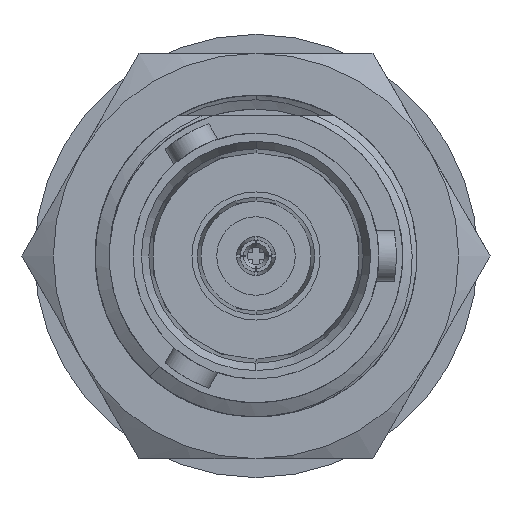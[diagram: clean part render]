
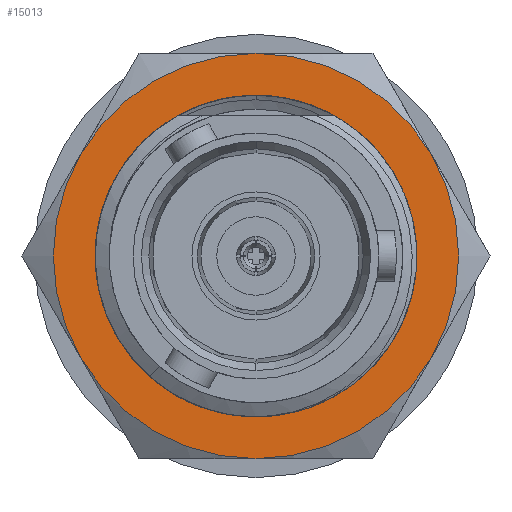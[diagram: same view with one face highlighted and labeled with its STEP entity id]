
A CAD part, left-side view. The second image highlights one B-rep face of the part: STEP entity #15013.
In plain terms, the highlighted face is planar.
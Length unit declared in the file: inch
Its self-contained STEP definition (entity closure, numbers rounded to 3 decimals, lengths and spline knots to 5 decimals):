
#603 = CIRCLE ( 'NONE', #19656, 0.31496 ) ;
#608 = VERTEX_POINT ( 'NONE', #2243 ) ;
#630 = CARTESIAN_POINT ( 'NONE',  ( 0.04921, -0.27276, -0.15748 ) ) ;
#789 = AXIS2_PLACEMENT_3D ( 'NONE', #14761, #22426, #4356 ) ;
#970 = CARTESIAN_POINT ( 'NONE',  ( 0.04921, 0., -0.31496 ) ) ;
#1054 = ORIENTED_EDGE ( 'NONE', *, *, #13259, .F. ) ;
#1531 = DIRECTION ( 'NONE',  ( 0., 0., 1. ) ) ;
#1786 = VERTEX_POINT ( 'NONE', #24000 ) ;
#2243 = CARTESIAN_POINT ( 'NONE',  ( 0.04921, -0.24954, 0.01508 ) ) ;
#2305 = EDGE_CURVE ( 'NONE', #2317, #20925, #24195, .T. ) ;
#2317 = VERTEX_POINT ( 'NONE', #970 ) ;
#2364 = DIRECTION ( 'NONE',  ( -1., 0., 0. ) ) ;
#2781 = ORIENTED_EDGE ( 'NONE', *, *, #15297, .F. ) ;
#2936 = CIRCLE ( 'NONE', #27392, 0.25 ) ;
#3920 = AXIS2_PLACEMENT_3D ( 'NONE', #17872, #27574, #12419 ) ;
#4078 = FACE_OUTER_BOUND ( 'NONE', #27701, .T. ) ;
#4356 = DIRECTION ( 'NONE',  ( 0., 0., 1. ) ) ;
#4402 = CIRCLE ( 'NONE', #19110, 0.25 ) ;
#4760 = DIRECTION ( 'NONE',  ( 0., 0., 1. ) ) ;
#5055 = CARTESIAN_POINT ( 'NONE',  ( 0.04921, 0., 0. ) ) ;
#5633 = CARTESIAN_POINT ( 'NONE',  ( 0.04921, 0., 0. ) ) ;
#6320 = DIRECTION ( 'NONE',  ( -1., 0., 0. ) ) ;
#7238 = CARTESIAN_POINT ( 'NONE',  ( 0.04921, 0., 0.31496 ) ) ;
#7688 = CARTESIAN_POINT ( 'NONE',  ( 0.04921, -0.17913, -0.17544 ) ) ;
#7966 = DIRECTION ( 'NONE',  ( -1., 0., 0. ) ) ;
#8032 = CARTESIAN_POINT ( 'NONE',  ( 0.04921, -0.19204, -0.16119 ) ) ;
#8725 = CARTESIAN_POINT ( 'NONE',  ( 0.04921, 0., 0. ) ) ;
#8815 = B_SPLINE_CURVE_WITH_KNOTS ( 'NONE', 3,
 ( #10763, #7688, #8032, #23209, #18423, #18592, #21145, #12639, #10429, #30882, #23033, #17927 ),
 .UNSPECIFIED., .F., .F.,
 ( 4, 2, 2, 2, 2, 4 ),
 ( 0., 0.00146, 0.00291, 0.00364, 0.00437, 0.00583 ),
 .UNSPECIFIED. ) ;
#8861 = PLANE ( 'NONE',  #21911 ) ;
#9138 = EDGE_CURVE ( 'NONE', #19767, #608, #8815, .T. ) ;
#9295 = ORIENTED_EDGE ( 'NONE', *, *, #32187, .F. ) ;
#9900 = AXIS2_PLACEMENT_3D ( 'NONE', #8725, #6320, #1531 ) ;
#9979 = EDGE_CURVE ( 'NONE', #608, #12290, #4402, .T. ) ;
#10325 = VERTEX_POINT ( 'NONE', #24144 ) ;
#10429 = CARTESIAN_POINT ( 'NONE',  ( 0.04921, -0.24493, -0.05095 ) ) ;
#10568 = VERTEX_POINT ( 'NONE', #7238 ) ;
#10763 = CARTESIAN_POINT ( 'NONE',  ( 0.04921, -0.16474, -0.18805 ) ) ;
#10901 = DIRECTION ( 'NONE',  ( -1., 0., 0. ) ) ;
#11239 = DIRECTION ( 'NONE',  ( 0., 0., 1. ) ) ;
#11271 = FACE_BOUND ( 'NONE', #24687, .T. ) ;
#11506 = CARTESIAN_POINT ( 'NONE',  ( 0.04921, -0.16474, -0.18805 ) ) ;
#11527 = ORIENTED_EDGE ( 'NONE', *, *, #18492, .T. ) ;
#12126 = CIRCLE ( 'NONE', #3920, 0.25 ) ;
#12290 = VERTEX_POINT ( 'NONE', #18352 ) ;
#12419 = DIRECTION ( 'NONE',  ( 0., 0., 1. ) ) ;
#12639 = CARTESIAN_POINT ( 'NONE',  ( 0.04921, -0.24284, -0.06017 ) ) ;
#12649 = EDGE_CURVE ( 'NONE', #18003, #2317, #603, .T. ) ;
#13242 = DIRECTION ( 'NONE',  ( 0., 0., 1. ) ) ;
#13259 = EDGE_CURVE ( 'NONE', #20925, #1786, #29505, .T. ) ;
#13762 = CIRCLE ( 'NONE', #28468, 0.31496 ) ;
#14761 = CARTESIAN_POINT ( 'NONE',  ( 0.04921, 0., 0. ) ) ;
#14935 = ORIENTED_EDGE ( 'NONE', *, *, #26482, .T. ) ;
#15000 = CARTESIAN_POINT ( 'NONE',  ( 0.04921, 0., 0. ) ) ;
#15013 = ADVANCED_FACE ( 'NONE', ( #11271, #4078 ), #8861, .T. ) ;
#15297 = EDGE_CURVE ( 'NONE', #1786, #10568, #13762, .T. ) ;
#15316 = CARTESIAN_POINT ( 'NONE',  ( 0.04921, 0., 0. ) ) ;
#16596 = CIRCLE ( 'NONE', #789, 0.31496 ) ;
#16604 = ORIENTED_EDGE ( 'NONE', *, *, #2305, .F. ) ;
#16969 = EDGE_CURVE ( 'NONE', #25032, #18003, #27363, .T. ) ;
#17383 = DIRECTION ( 'NONE',  ( -1., 0., 0. ) ) ;
#17872 = CARTESIAN_POINT ( 'NONE',  ( 0.04921, 0., 0. ) ) ;
#17927 = CARTESIAN_POINT ( 'NONE',  ( 0.04921, -0.24954, 0.01508 ) ) ;
#18003 = VERTEX_POINT ( 'NONE', #32965 ) ;
#18262 = DIRECTION ( 'NONE',  ( -1., 0., 0. ) ) ;
#18352 = CARTESIAN_POINT ( 'NONE',  ( 0.04921, 0., 0.25 ) ) ;
#18409 = ORIENTED_EDGE ( 'NONE', *, *, #12649, .F. ) ;
#18423 = CARTESIAN_POINT ( 'NONE',  ( 0.04921, -0.22343, -0.11374 ) ) ;
#18488 = ORIENTED_EDGE ( 'NONE', *, *, #9138, .T. ) ;
#18492 = EDGE_CURVE ( 'NONE', #12290, #10325, #2936, .T. ) ;
#18592 = CARTESIAN_POINT ( 'NONE',  ( 0.04921, -0.23438, -0.08749 ) ) ;
#18901 = CARTESIAN_POINT ( 'NONE',  ( 0.04921, 0., 0. ) ) ;
#19018 = CARTESIAN_POINT ( 'NONE',  ( 0.04921, 0., 0. ) ) ;
#19110 = AXIS2_PLACEMENT_3D ( 'NONE', #5055, #7966, #13242 ) ;
#19263 = DIRECTION ( 'NONE',  ( 1., 0., 0. ) ) ;
#19656 = AXIS2_PLACEMENT_3D ( 'NONE', #19018, #29422, #24303 ) ;
#19767 = VERTEX_POINT ( 'NONE', #11506 ) ;
#19992 = ORIENTED_EDGE ( 'NONE', *, *, #9979, .T. ) ;
#20925 = VERTEX_POINT ( 'NONE', #630 ) ;
#20933 = DIRECTION ( 'NONE',  ( 0., 0., 1. ) ) ;
#21145 = CARTESIAN_POINT ( 'NONE',  ( 0.04921, -0.23757, -0.07843 ) ) ;
#21647 = DIRECTION ( 'NONE',  ( 0., 0., -1. ) ) ;
#21911 = AXIS2_PLACEMENT_3D ( 'NONE', #24051, #19263, #21647 ) ;
#22426 = DIRECTION ( 'NONE',  ( -1., 0., 0. ) ) ;
#22546 = ORIENTED_EDGE ( 'NONE', *, *, #16969, .F. ) ;
#23033 = CARTESIAN_POINT ( 'NONE',  ( 0.04921, -0.2507, -0.00401 ) ) ;
#23209 = CARTESIAN_POINT ( 'NONE',  ( 0.04921, -0.21425, -0.13023 ) ) ;
#24000 = CARTESIAN_POINT ( 'NONE',  ( 0.04921, -0.27276, 0.15748 ) ) ;
#24051 = CARTESIAN_POINT ( 'NONE',  ( 0.04921, 0., 0. ) ) ;
#24144 = CARTESIAN_POINT ( 'NONE',  ( 0.04921, 0., -0.25 ) ) ;
#24195 = CIRCLE ( 'NONE', #32356, 0.31496 ) ;
#24303 = DIRECTION ( 'NONE',  ( 0., 0., 1. ) ) ;
#24687 = EDGE_LOOP ( 'NONE', ( #18488, #19992, #11527, #14935 ) ) ;
#25032 = VERTEX_POINT ( 'NONE', #27967 ) ;
#25764 = AXIS2_PLACEMENT_3D ( 'NONE', #15316, #2364, #20933 ) ;
#26482 = EDGE_CURVE ( 'NONE', #10325, #19767, #12126, .T. ) ;
#27363 = CIRCLE ( 'NONE', #25764, 0.31496 ) ;
#27392 = AXIS2_PLACEMENT_3D ( 'NONE', #5633, #18262, #29170 ) ;
#27574 = DIRECTION ( 'NONE',  ( -1., 0., 0. ) ) ;
#27701 = EDGE_LOOP ( 'NONE', ( #16604, #18409, #22546, #9295, #2781, #1054 ) ) ;
#27967 = CARTESIAN_POINT ( 'NONE',  ( 0.04921, 0.27276, 0.15748 ) ) ;
#28468 = AXIS2_PLACEMENT_3D ( 'NONE', #15000, #17383, #4760 ) ;
#29170 = DIRECTION ( 'NONE',  ( 0., 0., 1. ) ) ;
#29422 = DIRECTION ( 'NONE',  ( -1., 0., 0. ) ) ;
#29505 = CIRCLE ( 'NONE', #9900, 0.31496 ) ;
#30882 = CARTESIAN_POINT ( 'NONE',  ( 0.04921, -0.24965, -0.02306 ) ) ;
#32187 = EDGE_CURVE ( 'NONE', #10568, #25032, #16596, .T. ) ;
#32356 = AXIS2_PLACEMENT_3D ( 'NONE', #18901, #10901, #11239 ) ;
#32965 = CARTESIAN_POINT ( 'NONE',  ( 0.04921, 0.27276, -0.15748 ) ) ;
